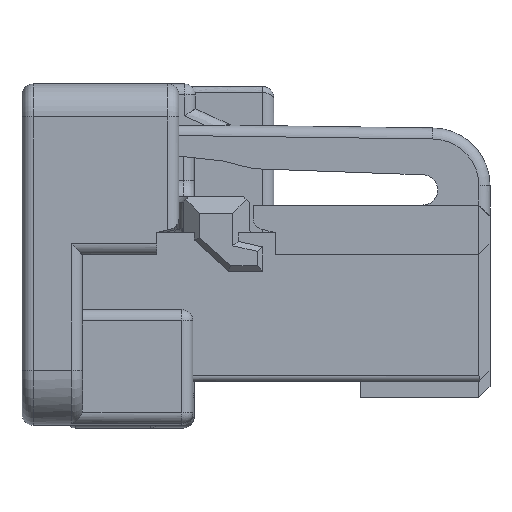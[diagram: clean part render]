
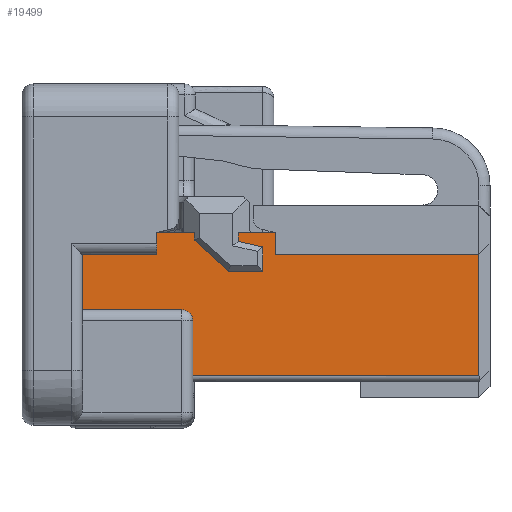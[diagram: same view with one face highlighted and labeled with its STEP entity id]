
A CAD part, left-side view. The second image highlights one B-rep face of the part: STEP entity #19499.
In plain terms, the highlighted planar face has unit normal (-1, 0, 0).
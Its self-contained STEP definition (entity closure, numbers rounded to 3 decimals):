
#2477=CARTESIAN_POINT('',(0.,-1.939,1.852));
#2478=VERTEX_POINT('',#2477);
#2485=CARTESIAN_POINT('',(0.,-1.939,2.852));
#2486=VERTEX_POINT('',#2485);
#2487=CARTESIAN_POINT('',(0.,-1.939,2.852));
#2488=DIRECTION('',(0.,0.,-1.));
#2489=VECTOR('',#2488,1.);
#2490=LINE('',#2487,#2489);
#2491=EDGE_CURVE('',#2486,#2478,#2490,.T.);
#2590=CARTESIAN_POINT('',(0.,-3.739,1.852));
#2591=VERTEX_POINT('',#2590);
#2598=CARTESIAN_POINT('',(0.,-1.939,1.852));
#2599=DIRECTION('',(0.,-1.,0.));
#2600=VECTOR('',#2599,1.8);
#2601=LINE('',#2598,#2600);
#2602=EDGE_CURVE('',#2478,#2591,#2601,.T.);
#2612=CARTESIAN_POINT('',(0.,-3.939,1.652));
#2613=VERTEX_POINT('',#2612);
#2614=CARTESIAN_POINT('',(0.,-3.939,0.652));
#2615=VERTEX_POINT('',#2614);
#2616=CARTESIAN_POINT('',(0.,-3.939,1.652));
#2617=DIRECTION('',(0.,0.,-1.));
#2618=VECTOR('',#2617,1.);
#2619=LINE('',#2616,#2618);
#2620=EDGE_CURVE('',#2613,#2615,#2619,.T.);
#3627=CARTESIAN_POINT('',(0.,-3.289,2.852));
#3628=VERTEX_POINT('',#3627);
#3629=CARTESIAN_POINT('',(0.,-3.289,2.852));
#3630=DIRECTION('',(0.,1.,0.));
#3631=VECTOR('',#3630,1.35);
#3632=LINE('',#3629,#3631);
#3633=EDGE_CURVE('',#3628,#2486,#3632,.T.);
#3659=CARTESIAN_POINT('',(0.,-5.439,2.852));
#3660=VERTEX_POINT('',#3659);
#3667=CARTESIAN_POINT('',(0.,-9.139,2.852));
#3668=VERTEX_POINT('',#3667);
#3669=CARTESIAN_POINT('',(0.,-9.139,2.852));
#3670=DIRECTION('',(0.,1.,0.));
#3671=VECTOR('',#3670,3.7);
#3672=LINE('',#3669,#3671);
#3673=EDGE_CURVE('',#3668,#3660,#3672,.T.);
#3822=CARTESIAN_POINT('',(0.,-3.289,3.252));
#3823=VERTEX_POINT('',#3822);
#3927=CARTESIAN_POINT('',(0.,-5.439,3.252));
#3928=VERTEX_POINT('',#3927);
#9434=CARTESIAN_POINT('',(0.,-3.289,3.252));
#9435=DIRECTION('',(0.,0.,-1.));
#9436=VECTOR('',#9435,0.4);
#9437=LINE('',#9434,#9436);
#9438=EDGE_CURVE('',#3823,#3628,#9437,.T.);
#9452=CARTESIAN_POINT('',(0.,-5.439,2.852));
#9453=DIRECTION('',(0.,0.,1.));
#9454=VECTOR('',#9453,0.4);
#9455=LINE('',#9452,#9454);
#9456=EDGE_CURVE('',#3660,#3928,#9455,.T.);
#11211=CARTESIAN_POINT('',(0.,-9.139,0.652));
#11212=VERTEX_POINT('',#11211);
#11213=CARTESIAN_POINT('',(0.,-9.139,0.652));
#11214=DIRECTION('',(0.,0.,1.));
#11215=VECTOR('',#11214,2.2);
#11216=LINE('',#11213,#11215);
#11217=EDGE_CURVE('',#11212,#3668,#11216,.T.);
#11768=CARTESIAN_POINT('',(0.,-3.739,1.652));
#11769=DIRECTION('',(0.,0.,1.));
#11770=DIRECTION('',(1.,0.,0.));
#11771=AXIS2_PLACEMENT_3D('',#11768,#11770,#11769);
#11772=CIRCLE('',#11771,0.2);
#11773=EDGE_CURVE('',#2591,#2613,#11772,.T.);
#15292=CARTESIAN_POINT('',(0.,-3.939,0.652));
#15293=DIRECTION('',(0.,-1.,0.));
#15294=VECTOR('',#15293,5.2);
#15295=LINE('',#15292,#15294);
#15296=EDGE_CURVE('',#2615,#11212,#15295,.T.);
#19420=CARTESIAN_POINT('',(0.,-5.539,2.484));
#19421=DIRECTION('',(0.,0.,-1.));
#19422=DIRECTION('',(-1.,0.,0.));
#19423=AXIS2_PLACEMENT_3D('',#19420,#19422,#19421);
#19424=PLANE('',#19423);
#19425=ORIENTED_EDGE('',*,*,#2491,.T.);
#19426=ORIENTED_EDGE('',*,*,#2602,.T.);
#19427=ORIENTED_EDGE('',*,*,#11773,.T.);
#19428=ORIENTED_EDGE('',*,*,#2620,.T.);
#19429=ORIENTED_EDGE('',*,*,#15296,.T.);
#19430=ORIENTED_EDGE('',*,*,#11217,.T.);
#19431=ORIENTED_EDGE('',*,*,#3673,.T.);
#19432=ORIENTED_EDGE('',*,*,#9456,.T.);
#19433=CARTESIAN_POINT('',(0.,-4.764,3.252));
#19434=VERTEX_POINT('',#19433);
#19435=CARTESIAN_POINT('',(0.,-5.439,3.252));
#19436=DIRECTION('',(0.,1.,0.));
#19437=VECTOR('',#19436,0.675);
#19438=LINE('',#19435,#19437);
#19439=EDGE_CURVE('',#3928,#19434,#19438,.T.);
#19440=ORIENTED_EDGE('',*,*,#19439,.T.);
#19441=CARTESIAN_POINT('',(0.,-4.764,3.091));
#19442=VERTEX_POINT('',#19441);
#19443=CARTESIAN_POINT('',(0.,-4.764,3.252));
#19444=DIRECTION('',(0.,0.,-1.));
#19445=VECTOR('',#19444,0.16);
#19446=LINE('',#19443,#19445);
#19447=EDGE_CURVE('',#19434,#19442,#19446,.T.);
#19448=ORIENTED_EDGE('',*,*,#19447,.T.);
#19449=CARTESIAN_POINT('',(0.,-5.214,2.991));
#19450=VERTEX_POINT('',#19449);
#19451=CARTESIAN_POINT('',(0.,-4.764,3.091));
#19452=DIRECTION('',(0.,-0.976,-0.217));
#19453=VECTOR('',#19452,0.461);
#19454=LINE('',#19451,#19453);
#19455=EDGE_CURVE('',#19442,#19450,#19454,.T.);
#19456=ORIENTED_EDGE('',*,*,#19455,.T.);
#19457=CARTESIAN_POINT('',(0.,-5.214,2.552));
#19458=VERTEX_POINT('',#19457);
#19459=CARTESIAN_POINT('',(0.,-5.214,2.991));
#19460=DIRECTION('',(0.,0.,-1.));
#19461=VECTOR('',#19460,0.44);
#19462=LINE('',#19459,#19461);
#19463=EDGE_CURVE('',#19450,#19458,#19462,.T.);
#19464=ORIENTED_EDGE('',*,*,#19463,.T.);
#19465=CARTESIAN_POINT('',(0.,-4.591,2.552));
#19466=VERTEX_POINT('',#19465);
#19467=CARTESIAN_POINT('',(0.,-5.214,2.552));
#19468=DIRECTION('',(0.,1.,0.));
#19469=VECTOR('',#19468,0.623);
#19470=LINE('',#19467,#19469);
#19471=EDGE_CURVE('',#19458,#19466,#19470,.T.);
#19472=ORIENTED_EDGE('',*,*,#19471,.T.);
#19473=CARTESIAN_POINT('',(0.,-3.964,3.116));
#19474=VERTEX_POINT('',#19473);
#19475=CARTESIAN_POINT('',(0.,-4.591,2.552));
#19476=DIRECTION('',(0.,0.743,0.669));
#19477=VECTOR('',#19476,0.843);
#19478=LINE('',#19475,#19477);
#19479=EDGE_CURVE('',#19466,#19474,#19478,.T.);
#19480=ORIENTED_EDGE('',*,*,#19479,.T.);
#19481=CARTESIAN_POINT('',(0.,-3.964,3.252));
#19482=VERTEX_POINT('',#19481);
#19483=CARTESIAN_POINT('',(0.,-3.964,3.116));
#19484=DIRECTION('',(0.,0.,1.));
#19485=VECTOR('',#19484,0.136);
#19486=LINE('',#19483,#19485);
#19487=EDGE_CURVE('',#19474,#19482,#19486,.T.);
#19488=ORIENTED_EDGE('',*,*,#19487,.T.);
#19489=CARTESIAN_POINT('',(0.,-3.964,3.252));
#19490=DIRECTION('',(0.,1.,0.));
#19491=VECTOR('',#19490,0.675);
#19492=LINE('',#19489,#19491);
#19493=EDGE_CURVE('',#19482,#3823,#19492,.T.);
#19494=ORIENTED_EDGE('',*,*,#19493,.T.);
#19495=ORIENTED_EDGE('',*,*,#9438,.T.);
#19496=ORIENTED_EDGE('',*,*,#3633,.T.);
#19497=EDGE_LOOP('',(#19425,#19426,#19427,#19428,#19429,#19430,#19431,#19432,#19440,#19448,#19456,#19464,#19472,#19480,#19488,#19494,#19495,#19496));
#19498=FACE_OUTER_BOUND('',#19497,.T.);
#19499=ADVANCED_FACE('',(#19498),#19424,.T.);
